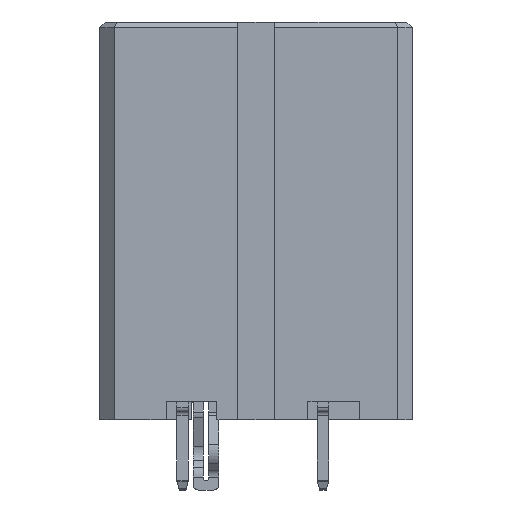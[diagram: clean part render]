
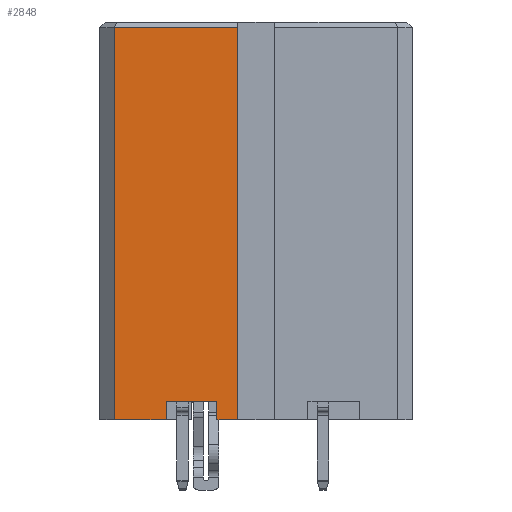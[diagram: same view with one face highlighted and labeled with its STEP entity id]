
A CAD part, left-side view. The second image highlights one B-rep face of the part: STEP entity #2848.
In plain terms, the highlighted planar face has unit normal (-1, 0, 0).
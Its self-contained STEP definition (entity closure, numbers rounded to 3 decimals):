
#1136=CARTESIAN_POINT('',(-14.62,7.685,-21.6));
#1137=VERTEX_POINT('',#1136);
#1162=CARTESIAN_POINT('',(-14.62,4.87,-21.6));
#1163=VERTEX_POINT('',#1162);
#1170=CARTESIAN_POINT('',(-14.62,4.87,-21.6));
#1171=DIRECTION('',(0.,1.,0.));
#1172=VECTOR('',#1171,2.815);
#1173=LINE('',#1170,#1172);
#1174=EDGE_CURVE('',#1163,#1137,#1173,.T.);
#1194=CARTESIAN_POINT('',(-14.62,2.12,-21.6));
#1195=VERTEX_POINT('',#1194);
#1202=CARTESIAN_POINT('',(-14.62,2.12,-20.6));
#1203=VERTEX_POINT('',#1202);
#1204=CARTESIAN_POINT('',(-14.62,2.12,-21.6));
#1205=DIRECTION('',(0.,0.,1.));
#1206=VECTOR('',#1205,1.);
#1207=LINE('',#1204,#1206);
#1208=EDGE_CURVE('',#1195,#1203,#1207,.T.);
#1233=CARTESIAN_POINT('',(-14.62,4.87,-20.6));
#1234=VERTEX_POINT('',#1233);
#1241=CARTESIAN_POINT('',(-14.62,4.87,-20.6));
#1242=DIRECTION('',(0.,0.,-1.));
#1243=VECTOR('',#1242,1.);
#1244=LINE('',#1241,#1243);
#1245=EDGE_CURVE('',#1234,#1163,#1244,.T.);
#2609=CARTESIAN_POINT('',(-14.62,7.685,-0.3));
#2610=VERTEX_POINT('',#2609);
#2611=CARTESIAN_POINT('',(-14.62,7.685,-21.6));
#2612=DIRECTION('',(0.,0.,1.));
#2613=VECTOR('',#2612,21.3);
#2614=LINE('',#2611,#2613);
#2615=EDGE_CURVE('',#1137,#2610,#2614,.T.);
#2785=CARTESIAN_POINT('',(-14.62,1.,-0.3));
#2786=VERTEX_POINT('',#2785);
#2793=CARTESIAN_POINT('',(-14.62,1.,-21.6));
#2794=VERTEX_POINT('',#2793);
#2795=CARTESIAN_POINT('',(-14.62,1.,-0.3));
#2796=DIRECTION('',(0.,0.,-1.));
#2797=VECTOR('',#2796,21.3);
#2798=LINE('',#2795,#2797);
#2799=EDGE_CURVE('',#2786,#2794,#2798,.T.);
#2818=CARTESIAN_POINT('',(-14.62,4.087,-10.8));
#2819=DIRECTION('',(0.,1.,0.));
#2820=DIRECTION('',(-1.,0.,-0.));
#2821=AXIS2_PLACEMENT_3D('',#2818,#2820,#2819);
#2822=PLANE('',#2821);
#2823=ORIENTED_EDGE('',*,*,#1174,.F.);
#2824=ORIENTED_EDGE('',*,*,#1245,.F.);
#2825=CARTESIAN_POINT('',(-14.62,4.87,-20.6));
#2826=DIRECTION('',(0.,-1.,0.));
#2827=VECTOR('',#2826,2.75);
#2828=LINE('',#2825,#2827);
#2829=EDGE_CURVE('',#1234,#1203,#2828,.T.);
#2830=ORIENTED_EDGE('',*,*,#2829,.T.);
#2831=ORIENTED_EDGE('',*,*,#1208,.F.);
#2832=CARTESIAN_POINT('',(-14.62,2.12,-21.6));
#2833=DIRECTION('',(0.,-1.,0.));
#2834=VECTOR('',#2833,1.12);
#2835=LINE('',#2832,#2834);
#2836=EDGE_CURVE('',#1195,#2794,#2835,.T.);
#2837=ORIENTED_EDGE('',*,*,#2836,.T.);
#2838=ORIENTED_EDGE('',*,*,#2799,.F.);
#2839=CARTESIAN_POINT('',(-14.62,1.,-0.3));
#2840=DIRECTION('',(0.,1.,0.));
#2841=VECTOR('',#2840,6.685);
#2842=LINE('',#2839,#2841);
#2843=EDGE_CURVE('',#2786,#2610,#2842,.T.);
#2844=ORIENTED_EDGE('',*,*,#2843,.T.);
#2845=ORIENTED_EDGE('',*,*,#2615,.F.);
#2846=EDGE_LOOP('',(#2823,#2824,#2830,#2831,#2837,#2838,#2844,#2845));
#2847=FACE_OUTER_BOUND('',#2846,.T.);
#2848=ADVANCED_FACE('',(#2847),#2822,.T.);
